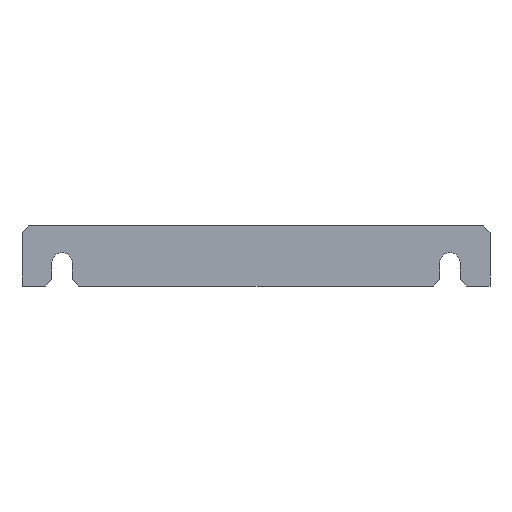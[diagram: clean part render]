
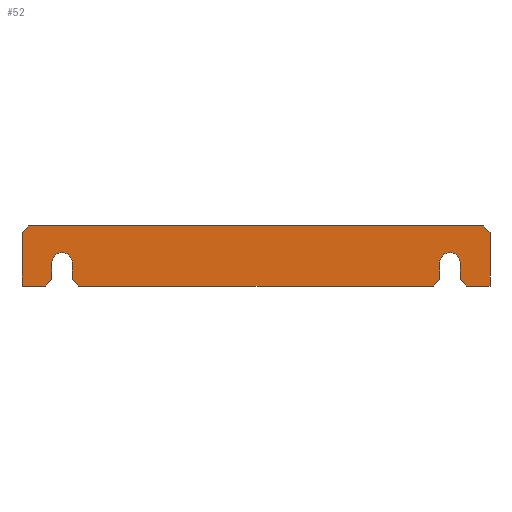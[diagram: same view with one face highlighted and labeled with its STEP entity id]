
A CAD part, top view. The second image highlights one B-rep face of the part: STEP entity #52.
In plain terms, the highlighted planar face has unit normal (0, 0, 1).
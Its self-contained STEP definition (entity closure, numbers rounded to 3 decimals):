
#37=CIRCLE('',#422,3.05);
#39=CIRCLE('',#428,3.05);
#52=ADVANCED_FACE('',(#90),#70,.T.);
#70=PLANE('',#433);
#90=FACE_OUTER_BOUND('',#110,.T.);
#110=EDGE_LOOP('',(#166,#167,#168,#169,#170,#171,#172,#173,#174,#175,#176,
#177,#178,#179,#180,#181,#182,#183));
#166=ORIENTED_EDGE('',*,*,#275,.F.);
#167=ORIENTED_EDGE('',*,*,#304,.T.);
#168=ORIENTED_EDGE('',*,*,#270,.F.);
#169=ORIENTED_EDGE('',*,*,#268,.F.);
#170=ORIENTED_EDGE('',*,*,#305,.T.);
#171=ORIENTED_EDGE('',*,*,#264,.F.);
#172=ORIENTED_EDGE('',*,*,#306,.T.);
#173=ORIENTED_EDGE('',*,*,#301,.F.);
#174=ORIENTED_EDGE('',*,*,#299,.F.);
#175=ORIENTED_EDGE('',*,*,#307,.T.);
#176=ORIENTED_EDGE('',*,*,#294,.F.);
#177=ORIENTED_EDGE('',*,*,#292,.F.);
#178=ORIENTED_EDGE('',*,*,#289,.F.);
#179=ORIENTED_EDGE('',*,*,#308,.T.);
#180=ORIENTED_EDGE('',*,*,#285,.F.);
#181=ORIENTED_EDGE('',*,*,#309,.T.);
#182=ORIENTED_EDGE('',*,*,#280,.F.);
#183=ORIENTED_EDGE('',*,*,#278,.F.);
#228=VERTEX_POINT('',#546);
#229=VERTEX_POINT('',#548);
#232=VERTEX_POINT('',#555);
#233=VERTEX_POINT('',#557);
#234=VERTEX_POINT('',#561);
#238=VERTEX_POINT('',#570);
#239=VERTEX_POINT('',#572);
#241=VERTEX_POINT('',#578);
#242=VERTEX_POINT('',#582);
#246=VERTEX_POINT('',#591);
#247=VERTEX_POINT('',#593);
#250=VERTEX_POINT('',#600);
#251=VERTEX_POINT('',#602);
#253=VERTEX_POINT('',#608);
#254=VERTEX_POINT('',#612);
#258=VERTEX_POINT('',#621);
#259=VERTEX_POINT('',#623);
#260=VERTEX_POINT('',#627);
#264=EDGE_CURVE('',#228,#229,#318,.T.);
#268=EDGE_CURVE('',#232,#233,#322,.T.);
#270=EDGE_CURVE('',#233,#234,#324,.T.);
#275=EDGE_CURVE('',#238,#239,#329,.T.);
#278=EDGE_CURVE('',#239,#241,#37,.T.);
#280=EDGE_CURVE('',#241,#242,#332,.T.);
#285=EDGE_CURVE('',#246,#247,#337,.T.);
#289=EDGE_CURVE('',#250,#251,#341,.T.);
#292=EDGE_CURVE('',#251,#253,#39,.T.);
#294=EDGE_CURVE('',#253,#254,#344,.T.);
#299=EDGE_CURVE('',#258,#259,#349,.T.);
#301=EDGE_CURVE('',#259,#260,#351,.T.);
#304=EDGE_CURVE('',#238,#234,#354,.T.);
#305=EDGE_CURVE('',#232,#229,#355,.T.);
#306=EDGE_CURVE('',#228,#260,#356,.T.);
#307=EDGE_CURVE('',#258,#254,#357,.T.);
#308=EDGE_CURVE('',#250,#247,#358,.T.);
#309=EDGE_CURVE('',#246,#242,#359,.T.);
#318=LINE('',#547,#368);
#322=LINE('',#556,#372);
#324=LINE('',#560,#374);
#329=LINE('',#571,#379);
#332=LINE('',#581,#382);
#337=LINE('',#592,#387);
#341=LINE('',#601,#391);
#344=LINE('',#611,#394);
#349=LINE('',#622,#399);
#351=LINE('',#626,#401);
#354=LINE('',#632,#404);
#355=LINE('',#633,#405);
#356=LINE('',#634,#406);
#357=LINE('',#635,#407);
#358=LINE('',#636,#408);
#359=LINE('',#637,#409);
#368=VECTOR('',#445,1.);
#372=VECTOR('',#451,1.);
#374=VECTOR('',#455,1.);
#379=VECTOR('',#462,1.);
#382=VECTOR('',#473,1.);
#387=VECTOR('',#480,1.);
#391=VECTOR('',#486,1.);
#394=VECTOR('',#497,1.);
#399=VECTOR('',#504,1.);
#401=VECTOR('',#508,1.);
#404=VECTOR('',#513,1.);
#405=VECTOR('',#514,1.);
#406=VECTOR('',#515,1.);
#407=VECTOR('',#516,1.);
#408=VECTOR('',#517,1.);
#409=VECTOR('',#518,1.);
#422=AXIS2_PLACEMENT_3D('',#577,#468,#469);
#428=AXIS2_PLACEMENT_3D('',#607,#492,#493);
#433=AXIS2_PLACEMENT_3D('',#638,#519,#520);
#445=DIRECTION('',(1.,0.,0.));
#451=DIRECTION('',(0.,-1.,0.));
#455=DIRECTION('',(-1.,0.,0.));
#462=DIRECTION('',(0.,1.,0.));
#468=DIRECTION('',(0.,0.,1.));
#469=DIRECTION('',(1.,0.,0.));
#473=DIRECTION('',(0.,-1.,0.));
#480=DIRECTION('',(-1.,0.,0.));
#486=DIRECTION('',(0.,1.,0.));
#492=DIRECTION('',(0.,0.,1.));
#493=DIRECTION('',(1.,0.,0.));
#497=DIRECTION('',(0.,-1.,0.));
#504=DIRECTION('',(-1.,0.,0.));
#508=DIRECTION('',(0.,1.,0.));
#513=DIRECTION('',(0.707,-0.707,0.));
#514=DIRECTION('',(-0.707,0.707,0.));
#515=DIRECTION('',(-0.707,-0.707,0.));
#516=DIRECTION('',(0.707,0.707,0.));
#517=DIRECTION('',(0.707,-0.707,0.));
#518=DIRECTION('',(0.707,0.707,0.));
#519=DIRECTION('',(0.,0.,1.));
#520=DIRECTION('',(1.,0.,0.));
#546=CARTESIAN_POINT('',(5068.,-1050.042,2414.606));
#547=CARTESIAN_POINT('',(5066.,-1050.042,2414.606));
#548=CARTESIAN_POINT('',(5204.,-1050.042,2414.606));
#555=CARTESIAN_POINT('',(5206.,-1052.042,2414.606));
#556=CARTESIAN_POINT('',(5206.,-1050.042,2414.606));
#557=CARTESIAN_POINT('',(5206.,-1068.042,2414.606));
#560=CARTESIAN_POINT('',(5206.,-1068.042,2414.606));
#561=CARTESIAN_POINT('',(5199.05,-1068.042,2414.606));
#570=CARTESIAN_POINT('',(5197.05,-1066.042,2414.606));
#571=CARTESIAN_POINT('',(5197.05,-1068.042,2414.606));
#572=CARTESIAN_POINT('',(5197.05,-1061.042,2414.606));
#577=CARTESIAN_POINT('',(5194.,-1061.042,2414.606));
#578=CARTESIAN_POINT('',(5190.95,-1061.042,2414.606));
#581=CARTESIAN_POINT('',(5190.95,-1061.042,2414.606));
#582=CARTESIAN_POINT('',(5190.95,-1066.042,2414.606));
#591=CARTESIAN_POINT('',(5188.95,-1068.042,2414.606));
#592=CARTESIAN_POINT('',(5191.,-1068.042,2414.606));
#593=CARTESIAN_POINT('',(5083.05,-1068.042,2414.606));
#600=CARTESIAN_POINT('',(5081.05,-1066.042,2414.606));
#601=CARTESIAN_POINT('',(5081.05,-1068.042,2414.606));
#602=CARTESIAN_POINT('',(5081.05,-1061.042,2414.606));
#607=CARTESIAN_POINT('',(5078.,-1061.042,2414.606));
#608=CARTESIAN_POINT('',(5074.95,-1061.042,2414.606));
#611=CARTESIAN_POINT('',(5074.95,-1062.124,2414.606));
#612=CARTESIAN_POINT('',(5074.95,-1066.042,2414.606));
#621=CARTESIAN_POINT('',(5072.95,-1068.042,2414.606));
#622=CARTESIAN_POINT('',(5075.,-1068.042,2414.606));
#623=CARTESIAN_POINT('',(5066.,-1068.042,2414.606));
#626=CARTESIAN_POINT('',(5066.,-1068.042,2414.606));
#627=CARTESIAN_POINT('',(5066.,-1052.042,2414.606));
#632=CARTESIAN_POINT('',(5193.025,-1062.017,2414.606));
#633=CARTESIAN_POINT('',(5204.5,-1050.542,2414.606));
#634=CARTESIAN_POINT('',(5125.5,-992.542,2414.606));
#635=CARTESIAN_POINT('',(5136.975,-1004.017,2414.606));
#636=CARTESIAN_POINT('',(5135.025,-1120.017,2414.606));
#637=CARTESIAN_POINT('',(5194.975,-1062.017,2414.606));
#638=CARTESIAN_POINT('',(5194.,-1061.042,2414.606));
